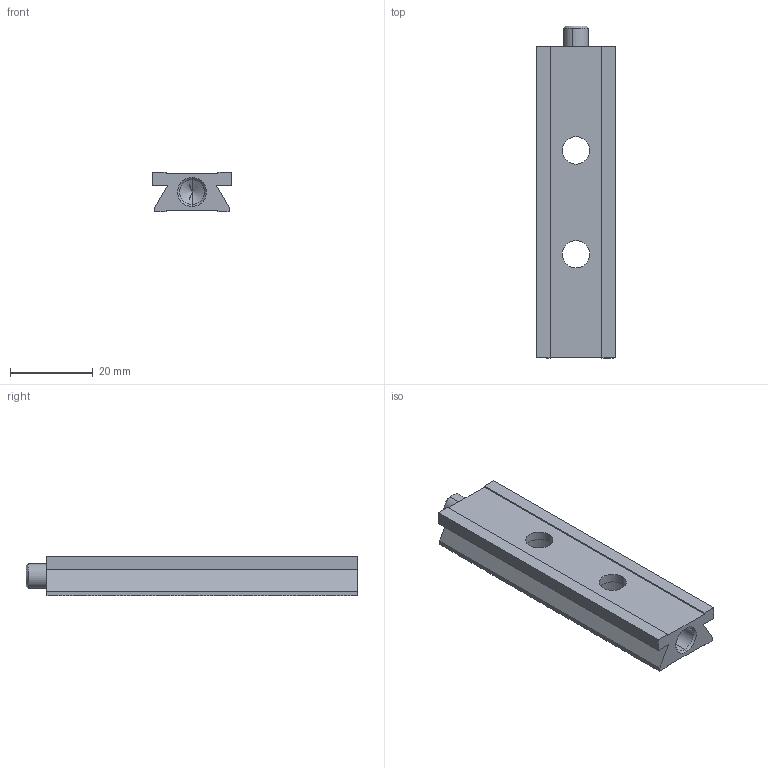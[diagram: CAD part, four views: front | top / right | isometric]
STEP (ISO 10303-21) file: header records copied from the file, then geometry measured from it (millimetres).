
FILE_DESCRIPTION (( 'STEP AP203' ), '1' );
FILE_NAME ('CSOB-075.STEP', '2025-09-11T08:49:28', ( '' ), ( '' ), 'SwSTEP 2.0', 'SolidWorks 2020', '' );
FILE_SCHEMA (( 'CONFIG_CONTROL_DESIGN' ));
Length unit declared in the file: millimetre
Products named in the file (1): CSOB-075
Bounding box: 19 x 80 x 9.6 mm (x, y, z)
Volume: 9859.8 mm3; surface area: 6144.5 mm2
Topology: 2 solids, 2 shells, 652 faces, 1996 edges, 1394 vertices
Faces by surface type: plane 555, bspline 71, cylinder 14, cone 12
Entity records: 27991 total; most frequent: CARTESIAN_POINT 10674, ORIENTED_EDGE 3984, DIRECTION 2887, EDGE_CURVE 1992, VECTOR 1651, LINE 1651, VERTEX_POINT 1394, EDGE_LOOP 706
